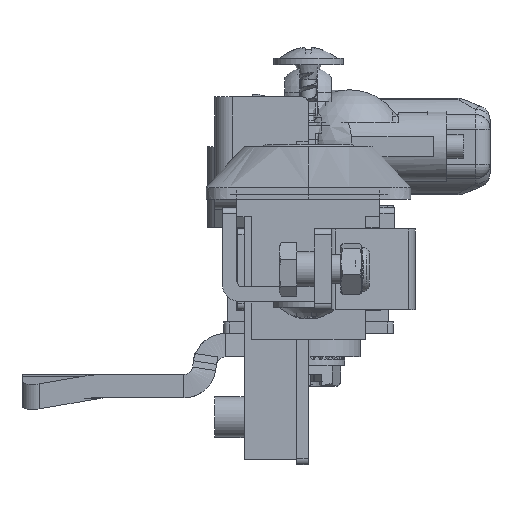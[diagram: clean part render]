
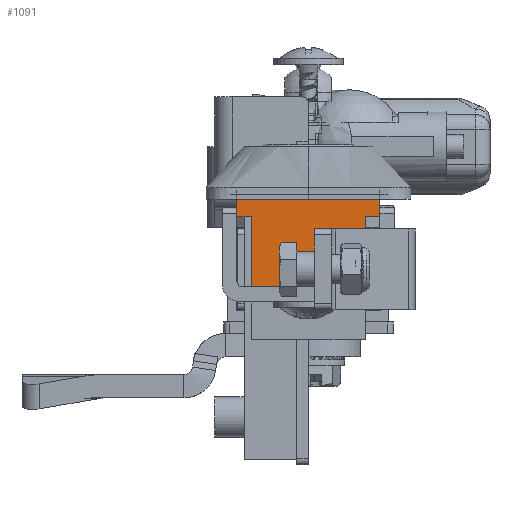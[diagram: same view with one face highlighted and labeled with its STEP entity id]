
A CAD part, left-side view. The second image highlights one B-rep face of the part: STEP entity #1091.
In plain terms, the highlighted planar face has unit normal (-1, 0, 0).
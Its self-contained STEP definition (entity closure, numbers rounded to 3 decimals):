
#1091 = ADVANCED_FACE( '', ( #2310 ), #2311, .F. );
#2310 = FACE_OUTER_BOUND( '', #4817, .T. );
#2311 = PLANE( '', #4818 );
#4817 = EDGE_LOOP( '', ( #11070, #11071, #11072, #11073, #11074, #11075, #11076, #11077 ) );
#4818 = AXIS2_PLACEMENT_3D( '', #11078, #11079, #11080 );
#11070 = ORIENTED_EDGE( '', *, *, #20785, .T. );
#11071 = ORIENTED_EDGE( '', *, *, #20770, .T. );
#11072 = ORIENTED_EDGE( '', *, *, #20784, .F. );
#11073 = ORIENTED_EDGE( '', *, *, #20803, .T. );
#11074 = ORIENTED_EDGE( '', *, *, #20804, .F. );
#11075 = ORIENTED_EDGE( '', *, *, #20689, .T. );
#11076 = ORIENTED_EDGE( '', *, *, #20805, .T. );
#11077 = ORIENTED_EDGE( '', *, *, #20806, .T. );
#11078 = CARTESIAN_POINT( '', ( -73.75, 12.25, 152.904 ) );
#11079 = DIRECTION( '', ( 1., 0., 0. ) );
#11080 = DIRECTION( '', ( 0., 1., 0. ) );
#20689 = EDGE_CURVE( '', #24024, #24022, #24025, .T. );
#20770 = EDGE_CURVE( '', #24167, #24164, #24168, .T. );
#20784 = EDGE_CURVE( '', #24189, #24164, #24191, .T. );
#20785 = EDGE_CURVE( '', #24192, #24167, #24193, .T. );
#20803 = EDGE_CURVE( '', #24189, #24218, #24220, .T. );
#20804 = EDGE_CURVE( '', #24024, #24218, #24221, .T. );
#20805 = EDGE_CURVE( '', #24022, #24222, #24223, .T. );
#20806 = EDGE_CURVE( '', #24222, #24192, #24224, .T. );
#24022 = VERTEX_POINT( '', #29650 );
#24024 = VERTEX_POINT( '', #29653 );
#24025 = LINE( '', #29654, #29655 );
#24164 = VERTEX_POINT( '', #29897 );
#24167 = VERTEX_POINT( '', #29901 );
#24168 = LINE( '', #29902, #29903 );
#24189 = VERTEX_POINT( '', #29936 );
#24191 = LINE( '', #29939, #29940 );
#24192 = VERTEX_POINT( '', #29941 );
#24193 = LINE( '', #29942, #29943 );
#24218 = VERTEX_POINT( '', #29984 );
#24220 = LINE( '', #29987, #29988 );
#24221 = LINE( '', #29989, #29990 );
#24222 = VERTEX_POINT( '', #29991 );
#24223 = LINE( '', #29992, #29993 );
#24224 = LINE( '', #29994, #29995 );
#29650 = CARTESIAN_POINT( '', ( -73.75, 12.25, -9. ) );
#29653 = CARTESIAN_POINT( '', ( -73.75, -12.25, -9. ) );
#29654 = CARTESIAN_POINT( '', ( -73.75, -17.5, -9. ) );
#29655 = VECTOR( '', #41799, 1000. );
#29897 = CARTESIAN_POINT( '', ( -73.75, -9.75, -24. ) );
#29901 = CARTESIAN_POINT( '', ( -73.75, 9.75, -24. ) );
#29902 = CARTESIAN_POINT( '', ( -73.75, 9.75, -24. ) );
#29903 = VECTOR( '', #41907, 1000. );
#29936 = CARTESIAN_POINT( '', ( -73.75, -9.75, -12. ) );
#29939 = CARTESIAN_POINT( '', ( -73.75, -9.75, 134.201 ) );
#29940 = VECTOR( '', #41921, 1000. );
#29941 = CARTESIAN_POINT( '', ( -73.75, 9.75, -12. ) );
#29942 = CARTESIAN_POINT( '', ( -73.75, 9.75, 134.201 ) );
#29943 = VECTOR( '', #41922, 1000. );
#29984 = CARTESIAN_POINT( '', ( -73.75, -12.25, -12. ) );
#29987 = CARTESIAN_POINT( '', ( -73.75, 12.25, -12. ) );
#29988 = VECTOR( '', #41940, 1000. );
#29989 = CARTESIAN_POINT( '', ( -73.75, -12.25, 152.904 ) );
#29990 = VECTOR( '', #41941, 1000. );
#29991 = CARTESIAN_POINT( '', ( -73.75, 12.25, -12. ) );
#29992 = CARTESIAN_POINT( '', ( -73.75, 12.25, 152.904 ) );
#29993 = VECTOR( '', #41942, 1000. );
#29994 = CARTESIAN_POINT( '', ( -73.75, 12.25, -12. ) );
#29995 = VECTOR( '', #41943, 1000. );
#41799 = DIRECTION( '', ( 0., 1., 0. ) );
#41907 = DIRECTION( '', ( 0., -1., 0. ) );
#41921 = DIRECTION( '', ( 0., 0., -1. ) );
#41922 = DIRECTION( '', ( 0., 0., -1. ) );
#41940 = DIRECTION( '', ( 0., -1., 0. ) );
#41941 = DIRECTION( '', ( 0., 0., -1. ) );
#41942 = DIRECTION( '', ( 0., 0., -1. ) );
#41943 = DIRECTION( '', ( 0., -1., 0. ) );
